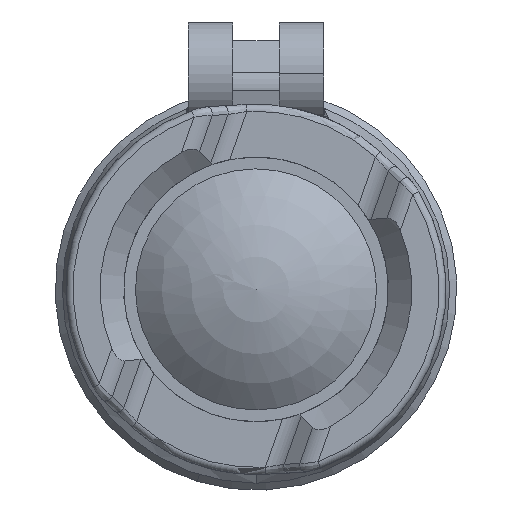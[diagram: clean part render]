
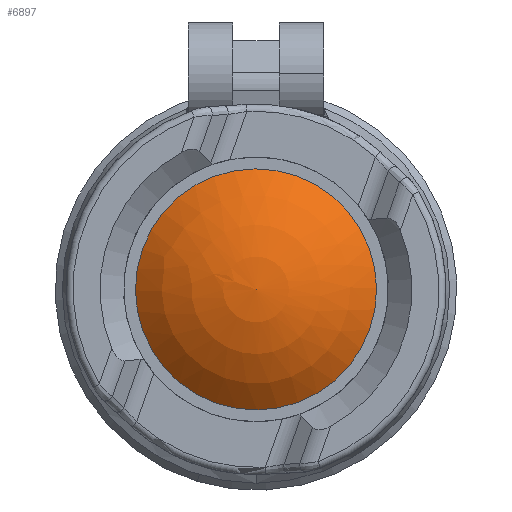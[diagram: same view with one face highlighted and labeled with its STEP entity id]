
A CAD part, left-side view. The second image highlights one B-rep face of the part: STEP entity #6897.
In plain terms, the highlighted spherical face has radius 7.503 mm.
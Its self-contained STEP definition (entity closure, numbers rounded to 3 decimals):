
#3632 = EDGE_CURVE('',#3633,#3635,#3637,.T.);
#3633 = VERTEX_POINT('',#3634);
#3634 = CARTESIAN_POINT('',(0.,21.,-5.1));
#3635 = VERTEX_POINT('',#3636);
#3636 = CARTESIAN_POINT('',(5.1,21.,0.));
#3637 = SURFACE_CURVE('',#3638,(#3643,#3655),.PCURVE_S1.);
#3638 = CIRCLE('',#3639,5.1);
#3639 = AXIS2_PLACEMENT_3D('',#3640,#3641,#3642);
#3640 = CARTESIAN_POINT('',(0.,21.,0.));
#3641 = DIRECTION('',(0.,-1.,-0.));
#3642 = DIRECTION('',(0.,0.,-1.));
#3643 = PCURVE('',#3644,#3649);
#3644 = CYLINDRICAL_SURFACE('',#3645,5.1);
#3645 = AXIS2_PLACEMENT_3D('',#3646,#3647,#3648);
#3646 = CARTESIAN_POINT('',(0.,0.,0.));
#3647 = DIRECTION('',(-0.,-1.,-0.));
#3648 = DIRECTION('',(0.,0.,-1.));
#3649 = DEFINITIONAL_REPRESENTATION('',(#3650),#3654);
#3650 = LINE('',#3651,#3652);
#3651 = CARTESIAN_POINT('',(0.,-21.));
#3652 = VECTOR('',#3653,1.);
#3653 = DIRECTION('',(1.,0.));
#3654 = ( GEOMETRIC_REPRESENTATION_CONTEXT(2) 
PARAMETRIC_REPRESENTATION_CONTEXT() REPRESENTATION_CONTEXT('2D SPACE',''
  ) );
#3655 = PCURVE('',#3656,#3661);
#3656 = SPHERICAL_SURFACE('',#3657,7.503);
#3657 = AXIS2_PLACEMENT_3D('',#3658,#3659,#3660);
#3658 = CARTESIAN_POINT('',(0.,15.498,0.));
#3659 = DIRECTION('',(0.,1.,0.));
#3660 = DIRECTION('',(1.,0.,0.));
#3661 = DEFINITIONAL_REPRESENTATION('',(#3662),#3688);
#3662 = B_SPLINE_CURVE_WITH_KNOTS('',3,(#3663,#3664,#3665,#3666,#3667,
    #3668,#3669,#3670,#3671,#3672,#3673,#3674,#3675,#3676,#3677,#3678,
    #3679,#3680,#3681,#3682,#3683,#3684,#3685,#3686,#3687),
  .UNSPECIFIED.,.F.,.F.,(4,1,1,1,1,1,1,1,1,1,1,1,1,1,1,1,1,1,1,1,1,1,4),
  (0.,0.143,0.286,0.428,0.571,
    0.714,0.857,1.,1.142,
    1.285,1.428,1.571,1.714,
    1.856,1.999,2.142,2.285,
    2.428,2.57,2.713,2.856,
    2.999,3.142),.QUASI_UNIFORM_KNOTS.);
#3663 = CARTESIAN_POINT('',(1.571,0.823));
#3664 = CARTESIAN_POINT('',(1.523,0.823));
#3665 = CARTESIAN_POINT('',(1.428,0.823));
#3666 = CARTESIAN_POINT('',(1.285,0.823));
#3667 = CARTESIAN_POINT('',(1.142,0.823));
#3668 = CARTESIAN_POINT('',(1.,0.823));
#3669 = CARTESIAN_POINT('',(0.857,0.823));
#3670 = CARTESIAN_POINT('',(0.714,0.823));
#3671 = CARTESIAN_POINT('',(0.571,0.823));
#3672 = CARTESIAN_POINT('',(0.428,0.823));
#3673 = CARTESIAN_POINT('',(0.286,0.823));
#3674 = CARTESIAN_POINT('',(0.143,0.823));
#3675 = CARTESIAN_POINT('',(0.,0.823));
#3676 = CARTESIAN_POINT('',(-0.143,0.823));
#3677 = CARTESIAN_POINT('',(-0.286,0.823));
#3678 = CARTESIAN_POINT('',(-0.428,0.823));
#3679 = CARTESIAN_POINT('',(-0.571,0.823));
#3680 = CARTESIAN_POINT('',(-0.714,0.823));
#3681 = CARTESIAN_POINT('',(-0.857,0.823));
#3682 = CARTESIAN_POINT('',(-1.,0.823));
#3683 = CARTESIAN_POINT('',(-1.142,0.823));
#3684 = CARTESIAN_POINT('',(-1.285,0.823));
#3685 = CARTESIAN_POINT('',(-1.428,0.823));
#3686 = CARTESIAN_POINT('',(-1.523,0.823));
#3687 = CARTESIAN_POINT('',(-1.571,0.823));
#3688 = ( GEOMETRIC_REPRESENTATION_CONTEXT(2) 
PARAMETRIC_REPRESENTATION_CONTEXT() REPRESENTATION_CONTEXT('2D SPACE',''
  ) );
#3690 = EDGE_CURVE('',#3635,#3691,#3693,.T.);
#3691 = VERTEX_POINT('',#3692);
#3692 = CARTESIAN_POINT('',(0.,21.,5.1));
#3693 = SURFACE_CURVE('',#3694,(#3699,#3706),.PCURVE_S1.);
#3694 = CIRCLE('',#3695,5.1);
#3695 = AXIS2_PLACEMENT_3D('',#3696,#3697,#3698);
#3696 = CARTESIAN_POINT('',(0.,21.,0.));
#3697 = DIRECTION('',(0.,-1.,-0.));
#3698 = DIRECTION('',(0.,0.,-1.));
#3699 = PCURVE('',#3644,#3700);
#3700 = DEFINITIONAL_REPRESENTATION('',(#3701),#3705);
#3701 = LINE('',#3702,#3703);
#3702 = CARTESIAN_POINT('',(0.,-21.));
#3703 = VECTOR('',#3704,1.);
#3704 = DIRECTION('',(1.,0.));
#3705 = ( GEOMETRIC_REPRESENTATION_CONTEXT(2) 
PARAMETRIC_REPRESENTATION_CONTEXT() REPRESENTATION_CONTEXT('2D SPACE',''
  ) );
#3706 = PCURVE('',#3656,#3707);
#3707 = DEFINITIONAL_REPRESENTATION('',(#3708),#3734);
#3708 = B_SPLINE_CURVE_WITH_KNOTS('',3,(#3709,#3710,#3711,#3712,#3713,
    #3714,#3715,#3716,#3717,#3718,#3719,#3720,#3721,#3722,#3723,#3724,
    #3725,#3726,#3727,#3728,#3729,#3730,#3731,#3732,#3733),
  .UNSPECIFIED.,.F.,.F.,(4,1,1,1,1,1,1,1,1,1,1,1,1,1,1,1,1,1,1,1,1,1,4),
  (0.,0.143,0.286,0.428,0.571,
    0.714,0.857,1.,1.142,
    1.285,1.428,1.571,1.714,
    1.856,1.999,2.142,2.285,
    2.428,2.57,2.713,2.856,
    2.999,3.142),.QUASI_UNIFORM_KNOTS.);
#3709 = CARTESIAN_POINT('',(7.854,0.823));
#3710 = CARTESIAN_POINT('',(7.806,0.823));
#3711 = CARTESIAN_POINT('',(7.711,0.823));
#3712 = CARTESIAN_POINT('',(7.568,0.823));
#3713 = CARTESIAN_POINT('',(7.426,0.823));
#3714 = CARTESIAN_POINT('',(7.283,0.823));
#3715 = CARTESIAN_POINT('',(7.14,0.823));
#3716 = CARTESIAN_POINT('',(6.997,0.823));
#3717 = CARTESIAN_POINT('',(6.854,0.823));
#3718 = CARTESIAN_POINT('',(6.712,0.823));
#3719 = CARTESIAN_POINT('',(6.569,0.823));
#3720 = CARTESIAN_POINT('',(6.426,0.823));
#3721 = CARTESIAN_POINT('',(6.283,0.823));
#3722 = CARTESIAN_POINT('',(6.14,0.823));
#3723 = CARTESIAN_POINT('',(5.998,0.823));
#3724 = CARTESIAN_POINT('',(5.855,0.823));
#3725 = CARTESIAN_POINT('',(5.712,0.823));
#3726 = CARTESIAN_POINT('',(5.569,0.823));
#3727 = CARTESIAN_POINT('',(5.426,0.823));
#3728 = CARTESIAN_POINT('',(5.284,0.823));
#3729 = CARTESIAN_POINT('',(5.141,0.823));
#3730 = CARTESIAN_POINT('',(4.998,0.823));
#3731 = CARTESIAN_POINT('',(4.855,0.823));
#3732 = CARTESIAN_POINT('',(4.76,0.823));
#3733 = CARTESIAN_POINT('',(4.712,0.823));
#3734 = ( GEOMETRIC_REPRESENTATION_CONTEXT(2) 
PARAMETRIC_REPRESENTATION_CONTEXT() REPRESENTATION_CONTEXT('2D SPACE',''
  ) );
#3752 = CYLINDRICAL_SURFACE('',#3753,5.1);
#3753 = AXIS2_PLACEMENT_3D('',#3754,#3755,#3756);
#3754 = CARTESIAN_POINT('',(0.,0.,0.));
#3755 = DIRECTION('',(-0.,-1.,-0.));
#3756 = DIRECTION('',(0.,0.,-1.));
#6897 = ADVANCED_FACE('',(#6898),#3656,.T.);
#6898 = FACE_BOUND('',#6899,.T.);
#6899 = EDGE_LOOP('',(#6900,#6901,#6927,#6928,#6929));
#6900 = ORIENTED_EDGE('',*,*,#3690,.F.);
#6901 = ORIENTED_EDGE('',*,*,#6902,.T.);
#6902 = EDGE_CURVE('',#3635,#6903,#6905,.T.);
#6903 = VERTEX_POINT('',#6904);
#6904 = CARTESIAN_POINT('',(0.,23.,0.));
#6905 = SEAM_CURVE('',#6906,(#6913,#6920),.PCURVE_S1.);
#6906 = B_SPLINE_CURVE_WITH_KNOTS('',5,(#6907,#6908,#6909,#6910,#6911,
    #6912),.UNSPECIFIED.,.F.,.F.,(6,6),(0.823,1.571),
  .PIECEWISE_BEZIER_KNOTS.);
#6907 = CARTESIAN_POINT('',(5.1,21.,0.));
#6908 = CARTESIAN_POINT('',(4.277,21.762,0.));
#6909 = CARTESIAN_POINT('',(3.312,22.371,0.));
#6910 = CARTESIAN_POINT('',(2.243,22.79,0.));
#6911 = CARTESIAN_POINT('',(1.122,23.,0.));
#6912 = CARTESIAN_POINT('',(0.,23.,0.));
#6913 = PCURVE('',#3656,#6914);
#6914 = DEFINITIONAL_REPRESENTATION('',(#6915),#6919);
#6915 = LINE('',#6916,#6917);
#6916 = CARTESIAN_POINT('',(6.283,0.));
#6917 = VECTOR('',#6918,1.);
#6918 = DIRECTION('',(0.,1.));
#6919 = ( GEOMETRIC_REPRESENTATION_CONTEXT(2) 
PARAMETRIC_REPRESENTATION_CONTEXT() REPRESENTATION_CONTEXT('2D SPACE',''
  ) );
#6920 = PCURVE('',#3656,#6921);
#6921 = DEFINITIONAL_REPRESENTATION('',(#6922),#6926);
#6922 = LINE('',#6923,#6924);
#6923 = CARTESIAN_POINT('',(0.,0.));
#6924 = VECTOR('',#6925,1.);
#6925 = DIRECTION('',(0.,1.));
#6926 = ( GEOMETRIC_REPRESENTATION_CONTEXT(2) 
PARAMETRIC_REPRESENTATION_CONTEXT() REPRESENTATION_CONTEXT('2D SPACE',''
  ) );
#6927 = ORIENTED_EDGE('',*,*,#6902,.F.);
#6928 = ORIENTED_EDGE('',*,*,#3632,.F.);
#6929 = ORIENTED_EDGE('',*,*,#6930,.F.);
#6930 = EDGE_CURVE('',#3691,#3633,#6931,.T.);
#6931 = SURFACE_CURVE('',#6932,(#6937,#6944),.PCURVE_S1.);
#6932 = CIRCLE('',#6933,5.1);
#6933 = AXIS2_PLACEMENT_3D('',#6934,#6935,#6936);
#6934 = CARTESIAN_POINT('',(0.,21.,0.));
#6935 = DIRECTION('',(0.,-1.,-0.));
#6936 = DIRECTION('',(0.,0.,-1.));
#6937 = PCURVE('',#3656,#6938);
#6938 = DEFINITIONAL_REPRESENTATION('',(#6939),#6943);
#6939 = LINE('',#6940,#6941);
#6940 = CARTESIAN_POINT('',(7.854,0.823));
#6941 = VECTOR('',#6942,1.);
#6942 = DIRECTION('',(-1.,0.));
#6943 = ( GEOMETRIC_REPRESENTATION_CONTEXT(2) 
PARAMETRIC_REPRESENTATION_CONTEXT() REPRESENTATION_CONTEXT('2D SPACE',''
  ) );
#6944 = PCURVE('',#3752,#6945);
#6945 = DEFINITIONAL_REPRESENTATION('',(#6946),#6950);
#6946 = LINE('',#6947,#6948);
#6947 = CARTESIAN_POINT('',(0.,-21.));
#6948 = VECTOR('',#6949,1.);
#6949 = DIRECTION('',(1.,0.));
#6950 = ( GEOMETRIC_REPRESENTATION_CONTEXT(2) 
PARAMETRIC_REPRESENTATION_CONTEXT() REPRESENTATION_CONTEXT('2D SPACE',''
  ) );
